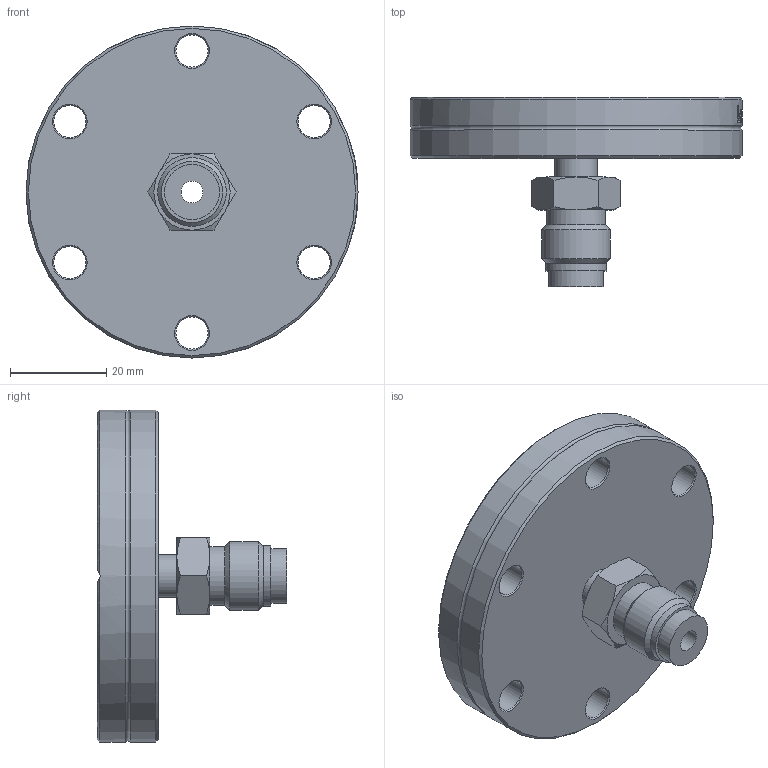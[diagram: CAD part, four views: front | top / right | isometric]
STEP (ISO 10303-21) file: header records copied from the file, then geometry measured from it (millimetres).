
FILE_DESCRIPTION(/* description */ (''),/* implementation_level */ '2;1');
FILE_NAME(/* name */ 'FL-VCR25-40CF.stp',/* time_stamp */ '2019-03-22T14:15:31+00:00',/* author */ ('paul'),/* organization */ (''),/* preprocessor_version */ 'ST-DEVELOPER v17.2',/* originating_system */ 'Autodesk Inventor 2019',/* authorisation */ '');
FILE_SCHEMA (('AUTOMOTIVE_DESIGN { 1 0 10303 214 3 1 1 }'));
Products named in the file (4): FL-VCR25-40CF; FL-40CF; RM-SS-4-VCR-3; RM-SS-4-VCR-4
Assembly tree (3 placements, depth 2):
  FL-VCR25-40CF
    FL-40CF
    RM-SS-4-VCR-3
    RM-SS-4-VCR-4
Bounding box: 69.1 x 39.44 x 69.1 mm (x, y, z)
Volume: 44228.3 mm3; surface area: 15461.7 mm2
Topology: 3 solids, 3 shells, 163 faces, 433 edges, 288 vertices
Faces by surface type: plane 61, bspline 41, cone 31, cylinder 29, torus 1
Full cylindrical faces by diameter (mm): 4.572 x1, 6.35 x1, 6.7 x6, 8.89 x2, 9.144 x1, 11.43 x1, 12.192 x1, 12.7 x1, 14.287 x1, 20 x1, 48.26 x1, 69.1 x2
Entity records: 6756 total; most frequent: CARTESIAN_POINT 2677, ORIENTED_EDGE 866, DIRECTION 738, EDGE_CURVE 433, AXIS2_PLACEMENT_3D 292, VERTEX_POINT 288, EDGE_LOOP 193, FACE_OUTER_BOUND 163
